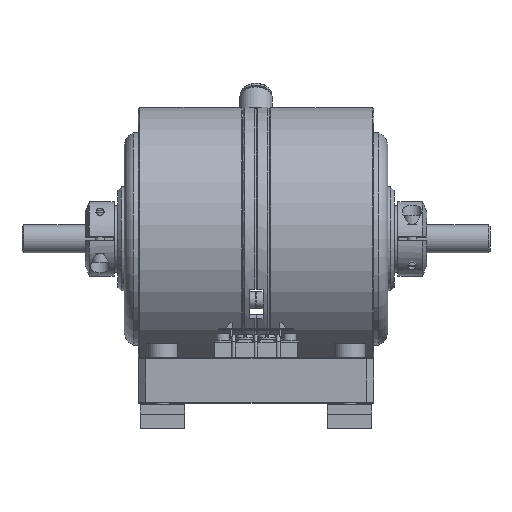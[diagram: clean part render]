
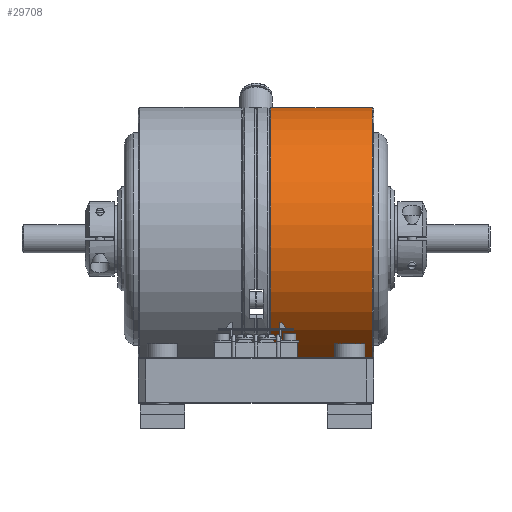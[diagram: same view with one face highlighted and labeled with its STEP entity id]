
A CAD part, top view. The second image highlights one B-rep face of the part: STEP entity #29708.
In plain terms, the highlighted cylindrical face has radius 56.35 mm (diameter 112.7 mm), a partial arc.
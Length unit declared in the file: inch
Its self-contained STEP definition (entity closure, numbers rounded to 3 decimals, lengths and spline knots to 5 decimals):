
#47 = CARTESIAN_POINT ( 'NONE',  ( 0.57377, -2.12445, -0.63909 ) ) ;
#50 = VERTEX_POINT ( 'NONE', #28657 ) ;
#123 = VECTOR ( 'NONE', #29715, 39.37008 ) ;
#294 = FACE_OUTER_BOUND ( 'NONE', #10693, .T. ) ;
#765 = EDGE_CURVE ( 'NONE', #34748, #13409, #3095, .T. ) ;
#1046 = EDGE_CURVE ( 'NONE', #36319, #11666, #15101, .T. ) ;
#1363 = CARTESIAN_POINT ( 'NONE',  ( 0.52948, -2.12598, -0.63398 ) ) ;
#1901 = DIRECTION ( 'NONE',  ( 1., 0., 0. ) ) ;
#1951 = LINE ( 'NONE', #5856, #123 ) ;
#2524 = CARTESIAN_POINT ( 'NONE',  ( 0.25, 0., 0. ) ) ;
#2783 = CARTESIAN_POINT ( 'NONE',  ( 1.954, -2.12598, 0.63398 ) ) ;
#2824 = VERTEX_POINT ( 'NONE', #7842 ) ;
#3012 = CARTESIAN_POINT ( 'NONE',  ( 0.55134, -2.12431, -0.63957 ) ) ;
#3095 = CIRCLE ( 'NONE', #5755, 2.2185 ) ;
#3649 = DIRECTION ( 'NONE',  ( 1., 0., 0. ) ) ;
#4025 = ORIENTED_EDGE ( 'NONE', *, *, #19822, .T. ) ;
#4127 = B_SPLINE_CURVE_WITH_KNOTS ( 'NONE', 3,
 ( #32224, #35231, #5689, #26391, #8688, #29395, #11673, #32356 ),
 .UNSPECIFIED., .F., .F.,
 ( 4, 2, 2, 4 ),
 ( 0.00031, 0.00073, 0.00116, 0.00201 ),
 .UNSPECIFIED. ) ;
#4810 = CARTESIAN_POINT ( 'NONE',  ( 0.59552, -2.12598, -0.63398 ) ) ;
#5179 = EDGE_CURVE ( 'NONE', #17864, #34748, #6555, .T. ) ;
#5343 = CARTESIAN_POINT ( 'NONE',  ( 0.54014, -2.12502, 0.6372 ) ) ;
#5468 = EDGE_CURVE ( 'NONE', #36692, #11666, #29640, .T. ) ;
#5508 = DIRECTION ( 'NONE',  ( 0., 0., -1. ) ) ;
#5530 = CARTESIAN_POINT ( 'NONE',  ( 0.91052, -2.12598, -0.63398 ) ) ;
#5689 = CARTESIAN_POINT ( 'NONE',  ( 0.85514, -2.12502, 0.6372 ) ) ;
#5755 = AXIS2_PLACEMENT_3D ( 'NONE', #23695, #5932, #26638 ) ;
#5856 = CARTESIAN_POINT ( 'NONE',  ( 0.22, -2.12598, -0.63398 ) ) ;
#5932 = DIRECTION ( 'NONE',  ( -1., 0., 0. ) ) ;
#5973 = CARTESIAN_POINT ( 'NONE',  ( 0.52948, -2.12598, -0.63398 ) ) ;
#6270 = VECTOR ( 'NONE', #1901, 39.37008 ) ;
#6555 = LINE ( 'NONE', #18311, #22314 ) ;
#7036 = VECTOR ( 'NONE', #31081, 39.37008 ) ;
#7385 = CARTESIAN_POINT ( 'NONE',  ( 0.22, -2.12598, 0.63398 ) ) ;
#7842 = CARTESIAN_POINT ( 'NONE',  ( 0.25, -2.12598, 0.63398 ) ) ;
#8324 = CARTESIAN_POINT ( 'NONE',  ( 0.55689, -2.12431, 0.63957 ) ) ;
#8413 = ORIENTED_EDGE ( 'NONE', *, *, #23804, .F. ) ;
#8596 = CARTESIAN_POINT ( 'NONE',  ( 1.954, -2.12598, -0.63398 ) ) ;
#8615 = CARTESIAN_POINT ( 'NONE',  ( 0.25, -2.12598, -0.63398 ) ) ;
#8688 = CARTESIAN_POINT ( 'NONE',  ( 0.87189, -2.12431, 0.63957 ) ) ;
#8782 = CARTESIAN_POINT ( 'NONE',  ( 0.88877, -2.12445, -0.63909 ) ) ;
#8839 = LINE ( 'NONE', #9596, #15783 ) ;
#9596 = CARTESIAN_POINT ( 'NONE',  ( 0.22, -2.12598, 0.63398 ) ) ;
#9947 = ORIENTED_EDGE ( 'NONE', *, *, #35074, .T. ) ;
#10693 = EDGE_LOOP ( 'NONE', ( #8413, #37839, #35247, #31947, #32716, #25803, #9947, #33769, #28793, #4025, #24939, #33825 ) ) ;
#10913 = B_SPLINE_CURVE_WITH_KNOTS ( 'NONE', 3,
 ( #34858, #25248, #5343, #26032, #8324, #29035, #11304, #32012 ),
 .UNSPECIFIED., .F., .F.,
 ( 4, 2, 2, 4 ),
 ( 0.00031, 0.00073, 0.00116, 0.00201 ),
 .UNSPECIFIED. ) ;
#11304 = CARTESIAN_POINT ( 'NONE',  ( 0.58495, -2.12489, 0.63766 ) ) ;
#11345 = AXIS2_PLACEMENT_3D ( 'NONE', #2524, #23259, #5508 ) ;
#11398 = CYLINDRICAL_SURFACE ( 'NONE', #13627, 2.2185 ) ;
#11634 = CARTESIAN_POINT ( 'NONE',  ( 0.90526, -2.12544, -0.63581 ) ) ;
#11666 = VERTEX_POINT ( 'NONE', #1363 ) ;
#11673 = CARTESIAN_POINT ( 'NONE',  ( 0.89995, -2.12489, 0.63766 ) ) ;
#11768 = CARTESIAN_POINT ( 'NONE',  ( 0.86634, -2.12431, -0.63957 ) ) ;
#11907 = EDGE_CURVE ( 'NONE', #36692, #25655, #1951, .T. ) ;
#12165 = VERTEX_POINT ( 'NONE', #19840 ) ;
#13409 = VERTEX_POINT ( 'NONE', #8596 ) ;
#13627 = AXIS2_PLACEMENT_3D ( 'NONE', #31436, #19954, #37807 ) ;
#14743 = CARTESIAN_POINT ( 'NONE',  ( 0.84448, -2.12598, -0.63398 ) ) ;
#14805 = CARTESIAN_POINT ( 'NONE',  ( 0.59026, -2.12544, -0.63581 ) ) ;
#15101 = LINE ( 'NONE', #28559, #6270 ) ;
#15783 = VECTOR ( 'NONE', #3649, 39.37008 ) ;
#16430 = CARTESIAN_POINT ( 'NONE',  ( 0.59552, -2.12598, 0.63398 ) ) ;
#17778 = CARTESIAN_POINT ( 'NONE',  ( 0.58486, -2.12502, -0.6372 ) ) ;
#17864 = VERTEX_POINT ( 'NONE', #24378 ) ;
#18311 = CARTESIAN_POINT ( 'NONE',  ( 0.22, -2.12598, 0.63398 ) ) ;
#19108 = VERTEX_POINT ( 'NONE', #16430 ) ;
#19367 = EDGE_CURVE ( 'NONE', #12165, #25655, #21745, .T. ) ;
#19822 = EDGE_CURVE ( 'NONE', #20550, #17864, #4127, .T. ) ;
#19840 = CARTESIAN_POINT ( 'NONE',  ( 0.91052, -2.12598, -0.63398 ) ) ;
#19954 = DIRECTION ( 'NONE',  ( 1., 0., 0. ) ) ;
#19970 = LINE ( 'NONE', #38421, #34759 ) ;
#20550 = VERTEX_POINT ( 'NONE', #36212 ) ;
#20756 = CARTESIAN_POINT ( 'NONE',  ( 0.56811, -2.12431, -0.63957 ) ) ;
#21745 = B_SPLINE_CURVE_WITH_KNOTS ( 'NONE', 3,
 ( #5530, #11634, #26485, #8782, #29495, #11768, #32457, #14743 ),
 .UNSPECIFIED., .F., .F.,
 ( 4, 2, 2, 4 ),
 ( 0.00031, 0.00073, 0.00116, 0.00201 ),
 .UNSPECIFIED. ) ;
#22314 = VECTOR ( 'NONE', #24242, 39.37008 ) ;
#23259 = DIRECTION ( 'NONE',  ( 1., 0., 0. ) ) ;
#23654 = DIRECTION ( 'NONE',  ( 1., 0., 0. ) ) ;
#23695 = CARTESIAN_POINT ( 'NONE',  ( 1.954, 0., 0. ) ) ;
#23735 = CARTESIAN_POINT ( 'NONE',  ( 0.54005, -2.12489, -0.63766 ) ) ;
#23804 = EDGE_CURVE ( 'NONE', #12165, #13409, #19970, .T. ) ;
#24242 = DIRECTION ( 'NONE',  ( 1., 0., 0. ) ) ;
#24378 = CARTESIAN_POINT ( 'NONE',  ( 0.91052, -2.12598, 0.63398 ) ) ;
#24939 = ORIENTED_EDGE ( 'NONE', *, *, #5179, .T. ) ;
#25248 = CARTESIAN_POINT ( 'NONE',  ( 0.53474, -2.12544, 0.63581 ) ) ;
#25347 = CARTESIAN_POINT ( 'NONE',  ( 0.84448, -2.12598, -0.63398 ) ) ;
#25655 = VERTEX_POINT ( 'NONE', #25347 ) ;
#25803 = ORIENTED_EDGE ( 'NONE', *, *, #29123, .T. ) ;
#26032 = CARTESIAN_POINT ( 'NONE',  ( 0.55123, -2.12445, 0.63909 ) ) ;
#26391 = CARTESIAN_POINT ( 'NONE',  ( 0.86623, -2.12445, 0.63909 ) ) ;
#26485 = CARTESIAN_POINT ( 'NONE',  ( 0.89986, -2.12502, -0.6372 ) ) ;
#26638 = DIRECTION ( 'NONE',  ( 0., 0., 1. ) ) ;
#28185 = EDGE_CURVE ( 'NONE', #19108, #20550, #8839, .T. ) ;
#28559 = CARTESIAN_POINT ( 'NONE',  ( 0.22, -2.12598, -0.63398 ) ) ;
#28657 = CARTESIAN_POINT ( 'NONE',  ( 0.52948, -2.12598, 0.63398 ) ) ;
#28793 = ORIENTED_EDGE ( 'NONE', *, *, #28185, .T. ) ;
#29035 = CARTESIAN_POINT ( 'NONE',  ( 0.57366, -2.12431, 0.63957 ) ) ;
#29123 = EDGE_CURVE ( 'NONE', #36319, #2824, #36007, .T. ) ;
#29395 = CARTESIAN_POINT ( 'NONE',  ( 0.88866, -2.12431, 0.63957 ) ) ;
#29495 = CARTESIAN_POINT ( 'NONE',  ( 0.88311, -2.12431, -0.63957 ) ) ;
#29640 = B_SPLINE_CURVE_WITH_KNOTS ( 'NONE', 3,
 ( #35515, #14805, #17778, #47, #20756, #3012, #23735, #5973 ),
 .UNSPECIFIED., .F., .F.,
 ( 4, 2, 2, 4 ),
 ( 0.00031, 0.00073, 0.00116, 0.00201 ),
 .UNSPECIFIED. ) ;
#29708 = ADVANCED_FACE ( 'NONE', ( #294 ), #11398, .T. ) ;
#29715 = DIRECTION ( 'NONE',  ( 1., 0., 0. ) ) ;
#30643 = EDGE_CURVE ( 'NONE', #50, #19108, #10913, .T. ) ;
#31081 = DIRECTION ( 'NONE',  ( 1., 0., 0. ) ) ;
#31436 = CARTESIAN_POINT ( 'NONE',  ( 1.984, 0., 0. ) ) ;
#31947 = ORIENTED_EDGE ( 'NONE', *, *, #5468, .T. ) ;
#32012 = CARTESIAN_POINT ( 'NONE',  ( 0.59552, -2.12598, 0.63398 ) ) ;
#32224 = CARTESIAN_POINT ( 'NONE',  ( 0.84448, -2.12598, 0.63398 ) ) ;
#32356 = CARTESIAN_POINT ( 'NONE',  ( 0.91052, -2.12598, 0.63398 ) ) ;
#32457 = CARTESIAN_POINT ( 'NONE',  ( 0.85505, -2.12489, -0.63766 ) ) ;
#32716 = ORIENTED_EDGE ( 'NONE', *, *, #1046, .F. ) ;
#33769 = ORIENTED_EDGE ( 'NONE', *, *, #30643, .T. ) ;
#33825 = ORIENTED_EDGE ( 'NONE', *, *, #765, .T. ) ;
#34748 = VERTEX_POINT ( 'NONE', #2783 ) ;
#34759 = VECTOR ( 'NONE', #23654, 39.37008 ) ;
#34858 = CARTESIAN_POINT ( 'NONE',  ( 0.52948, -2.12598, 0.63398 ) ) ;
#35074 = EDGE_CURVE ( 'NONE', #2824, #50, #37630, .T. ) ;
#35231 = CARTESIAN_POINT ( 'NONE',  ( 0.84974, -2.12544, 0.63581 ) ) ;
#35247 = ORIENTED_EDGE ( 'NONE', *, *, #11907, .F. ) ;
#35515 = CARTESIAN_POINT ( 'NONE',  ( 0.59552, -2.12598, -0.63398 ) ) ;
#36007 = CIRCLE ( 'NONE', #11345, 2.2185 ) ;
#36212 = CARTESIAN_POINT ( 'NONE',  ( 0.84448, -2.12598, 0.63398 ) ) ;
#36319 = VERTEX_POINT ( 'NONE', #8615 ) ;
#36692 = VERTEX_POINT ( 'NONE', #4810 ) ;
#37630 = LINE ( 'NONE', #7385, #7036 ) ;
#37807 = DIRECTION ( 'NONE',  ( 0., 0., -1. ) ) ;
#37839 = ORIENTED_EDGE ( 'NONE', *, *, #19367, .T. ) ;
#38421 = CARTESIAN_POINT ( 'NONE',  ( 0.22, -2.12598, -0.63398 ) ) ;
